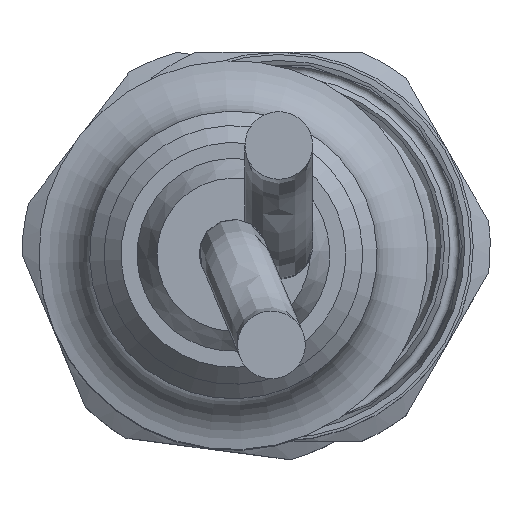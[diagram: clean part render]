
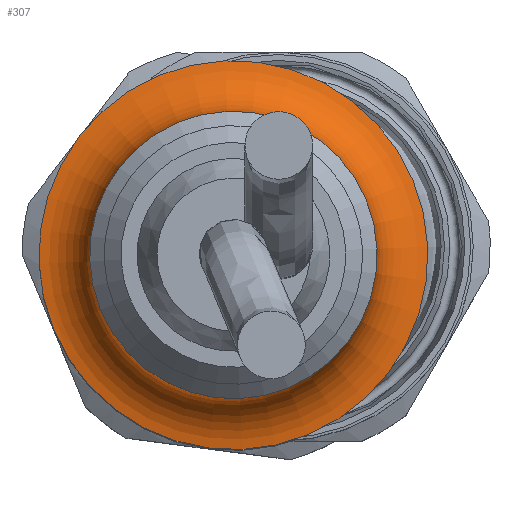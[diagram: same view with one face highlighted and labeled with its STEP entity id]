
A CAD part, top view. The second image highlights one B-rep face of the part: STEP entity #307.
In plain terms, the highlighted toroidal (fillet/blend) face has major radius 11.815 mm and minor radius 3.315 mm.
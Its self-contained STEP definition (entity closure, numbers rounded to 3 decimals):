
#307 = ADVANCED_FACE( '', ( #681, #682 ), #683, .F. );
#681 = FACE_OUTER_BOUND( '', #1973, .T. );
#682 = FACE_OUTER_BOUND( '', #1974, .T. );
#683 = TOROIDAL_SURFACE( '', #1975, 11.815, 3.315 );
#1973 = EDGE_LOOP( '', ( #2921 ) );
#1974 = EDGE_LOOP( '', ( #2922 ) );
#1975 = AXIS2_PLACEMENT_3D( '', #2923, #2924, #2925 );
#2921 = ORIENTED_EDGE( '', *, *, #3154, .T. );
#2922 = ORIENTED_EDGE( '', *, *, #3244, .F. );
#2923 = CARTESIAN_POINT( '', ( 0., 0., 10.5 ) );
#2924 = DIRECTION( '', ( 0., 0., 1. ) );
#2925 = DIRECTION( '', ( 1., 0., 0. ) );
#3154 = EDGE_CURVE( '', #3477, #3477, #3478, .T. );
#3244 = EDGE_CURVE( '', #3598, #3598, #3599, .T. );
#3477 = VERTEX_POINT( '', #3995 );
#3478 = CIRCLE( '', #3996, 11.5 );
#3598 = VERTEX_POINT( '', #4155 );
#3599 = CIRCLE( '', #4156, 8.5 );
#3995 = CARTESIAN_POINT( '', ( 11.5, 0., 7.2 ) );
#3996 = AXIS2_PLACEMENT_3D( '', #4357, #4358, #4359 );
#4155 = CARTESIAN_POINT( '', ( 8.5, 0., 10.5 ) );
#4156 = AXIS2_PLACEMENT_3D( '', #4467, #4468, #4469 );
#4357 = CARTESIAN_POINT( '', ( 0., 0., 7.2 ) );
#4358 = DIRECTION( '', ( 0., 0., 1. ) );
#4359 = DIRECTION( '', ( 1., 0., 0. ) );
#4467 = CARTESIAN_POINT( '', ( 0., 0., 10.5 ) );
#4468 = DIRECTION( '', ( 0., 0., 1. ) );
#4469 = DIRECTION( '', ( 1., 0., 0. ) );
